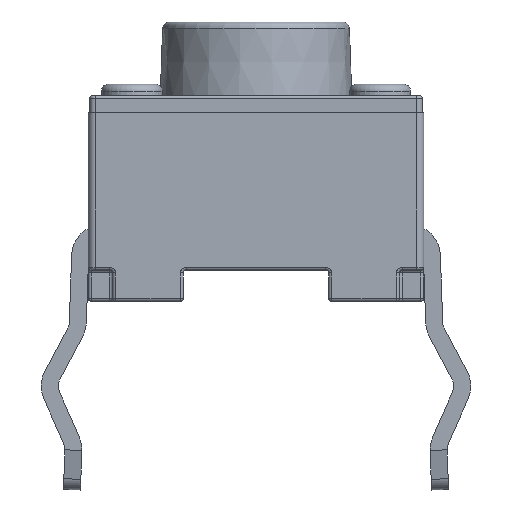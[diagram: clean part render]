
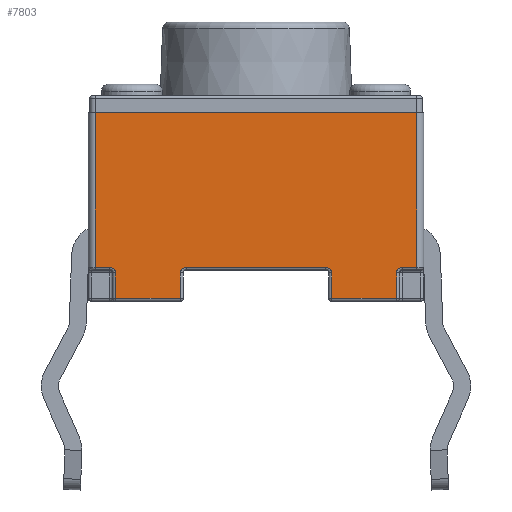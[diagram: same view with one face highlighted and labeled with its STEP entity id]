
A CAD part, front view. The second image highlights one B-rep face of the part: STEP entity #7803.
In plain terms, the highlighted planar face has unit normal (0, -1, 0).
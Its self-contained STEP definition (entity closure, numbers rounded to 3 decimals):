
#55 = LINE ( 'NONE', #7258, #4809 ) ;
#66 = EDGE_LOOP ( 'NONE', ( #8361, #9226, #5373, #8778, #3968, #3039, #3504, #1371, #985, #8167, #2390, #9450, #2849, #1331, #4324, #3173 ) ) ;
#113 = CARTESIAN_POINT ( 'NONE',  ( -3.004, -3.004, 3.378 ) ) ;
#143 = VERTEX_POINT ( 'NONE', #1569 ) ;
#152 = CIRCLE ( 'NONE', #4019, 0.102 ) ;
#193 = EDGE_CURVE ( 'NONE', #2689, #6405, #1793, .T. ) ;
#335 = CARTESIAN_POINT ( 'NONE',  ( 2.877, -3.004, 3.378 ) ) ;
#352 = CARTESIAN_POINT ( 'NONE',  ( -1.353, -3.004, 0.051 ) ) ;
#454 = EDGE_CURVE ( 'NONE', #3609, #6825, #980, .T. ) ;
#500 = VECTOR ( 'NONE', #7863, 1000. ) ;
#623 = DIRECTION ( 'NONE',  ( 0., 0., 1. ) ) ;
#709 = CARTESIAN_POINT ( 'NONE',  ( -3.004, -3.004, 3.378 ) ) ;
#834 = VERTEX_POINT ( 'NONE', #6959 ) ;
#923 = DIRECTION ( 'NONE',  ( 1., 0., 0. ) ) ;
#980 = LINE ( 'NONE', #3431, #7613 ) ;
#985 = ORIENTED_EDGE ( 'NONE', *, *, #4423, .F. ) ;
#1331 = ORIENTED_EDGE ( 'NONE', *, *, #4247, .T. ) ;
#1371 = ORIENTED_EDGE ( 'NONE', *, *, #454, .T. ) ;
#1487 = DIRECTION ( 'NONE',  ( 0., 0., 1. ) ) ;
#1550 = DIRECTION ( 'NONE',  ( 0., 1., 0. ) ) ;
#1565 = EDGE_CURVE ( 'NONE', #5242, #834, #2762, .T. ) ;
#1569 = CARTESIAN_POINT ( 'NONE',  ( -2.877, -3.004, 0.61 ) ) ;
#1637 = VECTOR ( 'NONE', #7813, 1000. ) ;
#1793 = LINE ( 'NONE', #9094, #3743 ) ;
#2039 = LINE ( 'NONE', #3812, #3193 ) ;
#2120 = DIRECTION ( 'NONE',  ( 0., -1., 0. ) ) ;
#2125 = AXIS2_PLACEMENT_3D ( 'NONE', #5797, #2120, #6488 ) ;
#2171 = VECTOR ( 'NONE', #923, 1000. ) ;
#2200 = LINE ( 'NONE', #6395, #7570 ) ;
#2207 = DIRECTION ( 'NONE',  ( 0., 0., -1. ) ) ;
#2319 = DIRECTION ( 'NONE',  ( 0., 0., 1. ) ) ;
#2376 = CARTESIAN_POINT ( 'NONE',  ( -1.302, -3.004, 0.051 ) ) ;
#2390 = ORIENTED_EDGE ( 'NONE', *, *, #193, .T. ) ;
#2547 = EDGE_CURVE ( 'NONE', #3476, #5242, #5115, .T. ) ;
#2602 = AXIS2_PLACEMENT_3D ( 'NONE', #7537, #3763, #2319 ) ;
#2609 = VERTEX_POINT ( 'NONE', #3741 ) ;
#2639 = CARTESIAN_POINT ( 'NONE',  ( 2.877, -3.004, 3.378 ) ) ;
#2655 = CIRCLE ( 'NONE', #2125, 0.102 ) ;
#2689 = VERTEX_POINT ( 'NONE', #4718 ) ;
#2699 = LINE ( 'NONE', #7163, #5015 ) ;
#2718 = VERTEX_POINT ( 'NONE', #335 ) ;
#2745 = LINE ( 'NONE', #6684, #8340 ) ;
#2762 = LINE ( 'NONE', #6734, #6377 ) ;
#2849 = ORIENTED_EDGE ( 'NONE', *, *, #9593, .F. ) ;
#3000 = EDGE_CURVE ( 'NONE', #2609, #2689, #2200, .T. ) ;
#3039 = ORIENTED_EDGE ( 'NONE', *, *, #1565, .T. ) ;
#3077 = DIRECTION ( 'NONE',  ( 0., -1., 0. ) ) ;
#3107 = VERTEX_POINT ( 'NONE', #8745 ) ;
#3109 = CARTESIAN_POINT ( 'NONE',  ( -2.566, -3.004, 0.61 ) ) ;
#3173 = ORIENTED_EDGE ( 'NONE', *, *, #3867, .F. ) ;
#3175 = FACE_OUTER_BOUND ( 'NONE', #66, .T. ) ;
#3193 = VECTOR ( 'NONE', #9037, 1000. ) ;
#3268 = CARTESIAN_POINT ( 'NONE',  ( 2.515, -3.004, 0.051 ) ) ;
#3431 = CARTESIAN_POINT ( 'NONE',  ( 1.302, -3.004, 0.61 ) ) ;
#3476 = VERTEX_POINT ( 'NONE', #5395 ) ;
#3504 = ORIENTED_EDGE ( 'NONE', *, *, #6182, .F. ) ;
#3609 = VERTEX_POINT ( 'NONE', #4121 ) ;
#3741 = CARTESIAN_POINT ( 'NONE',  ( 1.353, -3.004, 0.508 ) ) ;
#3743 = VECTOR ( 'NONE', #6086, 1000. ) ;
#3763 = DIRECTION ( 'NONE',  ( 0., -1., 0. ) ) ;
#3812 = CARTESIAN_POINT ( 'NONE',  ( 2.515, -3.004, 3.378 ) ) ;
#3867 = EDGE_CURVE ( 'NONE', #8680, #2718, #7170, .T. ) ;
#3888 = DIRECTION ( 'NONE',  ( 1., 0., 0. ) ) ;
#3905 = LINE ( 'NONE', #3109, #2171 ) ;
#3909 = VECTOR ( 'NONE', #3888, 1000. ) ;
#3968 = ORIENTED_EDGE ( 'NONE', *, *, #2547, .T. ) ;
#3982 = CARTESIAN_POINT ( 'NONE',  ( -2.515, -3.004, 0.508 ) ) ;
#4019 = AXIS2_PLACEMENT_3D ( 'NONE', #9518, #5057, #623 ) ;
#4121 = CARTESIAN_POINT ( 'NONE',  ( -1.251, -3.004, 0.61 ) ) ;
#4238 = DIRECTION ( 'NONE',  ( 1., 0., 0. ) ) ;
#4247 = EDGE_CURVE ( 'NONE', #6181, #6206, #55, .T. ) ;
#4324 = ORIENTED_EDGE ( 'NONE', *, *, #5168, .T. ) ;
#4354 = EDGE_CURVE ( 'NONE', #8680, #143, #2745, .T. ) ;
#4423 = EDGE_CURVE ( 'NONE', #2609, #6825, #5507, .T. ) ;
#4482 = PLANE ( 'NONE',  #4843 ) ;
#4494 = EDGE_CURVE ( 'NONE', #6405, #3107, #2039, .T. ) ;
#4548 = CARTESIAN_POINT ( 'NONE',  ( 2.877, -3.004, 0.61 ) ) ;
#4585 = DIRECTION ( 'NONE',  ( 0., 0., 1. ) ) ;
#4718 = CARTESIAN_POINT ( 'NONE',  ( 1.353, -3.004, 0.051 ) ) ;
#4785 = EDGE_CURVE ( 'NONE', #6401, #5810, #152, .T. ) ;
#4809 = VECTOR ( 'NONE', #7323, 1000. ) ;
#4843 = AXIS2_PLACEMENT_3D ( 'NONE', #709, #1550, #1487 ) ;
#4880 = CARTESIAN_POINT ( 'NONE',  ( -2.617, -3.004, 0.61 ) ) ;
#5015 = VECTOR ( 'NONE', #8657, 1000. ) ;
#5057 = DIRECTION ( 'NONE',  ( 0., -1., 0. ) ) ;
#5115 = LINE ( 'NONE', #2376, #1637 ) ;
#5122 = AXIS2_PLACEMENT_3D ( 'NONE', #6773, #3077, #6806 ) ;
#5168 = EDGE_CURVE ( 'NONE', #6206, #2718, #6906, .T. ) ;
#5242 = VERTEX_POINT ( 'NONE', #352 ) ;
#5373 = ORIENTED_EDGE ( 'NONE', *, *, #4785, .F. ) ;
#5395 = CARTESIAN_POINT ( 'NONE',  ( -2.515, -3.004, 0.051 ) ) ;
#5507 = CIRCLE ( 'NONE', #5122, 0.102 ) ;
#5797 = CARTESIAN_POINT ( 'NONE',  ( 2.617, -3.004, 0.508 ) ) ;
#5810 = VERTEX_POINT ( 'NONE', #4880 ) ;
#5952 = CIRCLE ( 'NONE', #2602, 0.102 ) ;
#5976 = CARTESIAN_POINT ( 'NONE',  ( 2.617, -3.004, 0.61 ) ) ;
#6086 = DIRECTION ( 'NONE',  ( 1., 0., 0. ) ) ;
#6181 = VERTEX_POINT ( 'NONE', #5976 ) ;
#6182 = EDGE_CURVE ( 'NONE', #3609, #834, #5952, .T. ) ;
#6206 = VERTEX_POINT ( 'NONE', #4548 ) ;
#6377 = VECTOR ( 'NONE', #4585, 1000. ) ;
#6395 = CARTESIAN_POINT ( 'NONE',  ( 1.353, -3.004, 3.378 ) ) ;
#6401 = VERTEX_POINT ( 'NONE', #3982 ) ;
#6405 = VERTEX_POINT ( 'NONE', #3268 ) ;
#6429 = CARTESIAN_POINT ( 'NONE',  ( -2.877, -3.004, 3.378 ) ) ;
#6488 = DIRECTION ( 'NONE',  ( 0., 0., 1. ) ) ;
#6684 = CARTESIAN_POINT ( 'NONE',  ( -2.877, -3.004, 3.378 ) ) ;
#6734 = CARTESIAN_POINT ( 'NONE',  ( -1.353, -3.004, 3.378 ) ) ;
#6761 = EDGE_CURVE ( 'NONE', #143, #5810, #3905, .T. ) ;
#6773 = CARTESIAN_POINT ( 'NONE',  ( 1.251, -3.004, 0.508 ) ) ;
#6806 = DIRECTION ( 'NONE',  ( 0., 0., 1. ) ) ;
#6825 = VERTEX_POINT ( 'NONE', #8258 ) ;
#6906 = LINE ( 'NONE', #2639, #500 ) ;
#6959 = CARTESIAN_POINT ( 'NONE',  ( -1.353, -3.004, 0.508 ) ) ;
#7163 = CARTESIAN_POINT ( 'NONE',  ( -2.515, -3.004, 3.378 ) ) ;
#7170 = LINE ( 'NONE', #113, #3909 ) ;
#7258 = CARTESIAN_POINT ( 'NONE',  ( 2.877, -3.004, 0.61 ) ) ;
#7323 = DIRECTION ( 'NONE',  ( 1., 0., 0. ) ) ;
#7537 = CARTESIAN_POINT ( 'NONE',  ( -1.251, -3.004, 0.508 ) ) ;
#7570 = VECTOR ( 'NONE', #8716, 1000. ) ;
#7613 = VECTOR ( 'NONE', #4238, 1000. ) ;
#7803 = ADVANCED_FACE ( 'NONE', ( #3175 ), #4482, .F. ) ;
#7813 = DIRECTION ( 'NONE',  ( 1., 0., 0. ) ) ;
#7863 = DIRECTION ( 'NONE',  ( 0., 0., 1. ) ) ;
#8167 = ORIENTED_EDGE ( 'NONE', *, *, #3000, .T. ) ;
#8258 = CARTESIAN_POINT ( 'NONE',  ( 1.251, -3.004, 0.61 ) ) ;
#8340 = VECTOR ( 'NONE', #2207, 1000. ) ;
#8361 = ORIENTED_EDGE ( 'NONE', *, *, #4354, .T. ) ;
#8608 = EDGE_CURVE ( 'NONE', #6401, #3476, #2699, .T. ) ;
#8657 = DIRECTION ( 'NONE',  ( 0., 0., -1. ) ) ;
#8680 = VERTEX_POINT ( 'NONE', #6429 ) ;
#8716 = DIRECTION ( 'NONE',  ( 0., 0., -1. ) ) ;
#8745 = CARTESIAN_POINT ( 'NONE',  ( 2.515, -3.004, 0.508 ) ) ;
#8778 = ORIENTED_EDGE ( 'NONE', *, *, #8608, .T. ) ;
#9037 = DIRECTION ( 'NONE',  ( 0., 0., 1. ) ) ;
#9094 = CARTESIAN_POINT ( 'NONE',  ( 2.566, -3.004, 0.051 ) ) ;
#9226 = ORIENTED_EDGE ( 'NONE', *, *, #6761, .T. ) ;
#9450 = ORIENTED_EDGE ( 'NONE', *, *, #4494, .T. ) ;
#9518 = CARTESIAN_POINT ( 'NONE',  ( -2.617, -3.004, 0.508 ) ) ;
#9593 = EDGE_CURVE ( 'NONE', #6181, #3107, #2655, .T. ) ;
